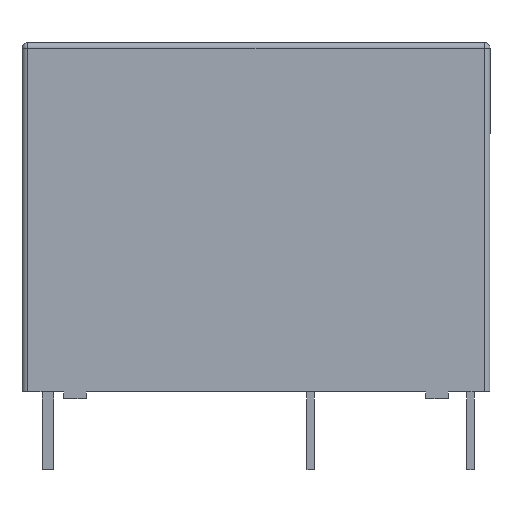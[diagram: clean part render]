
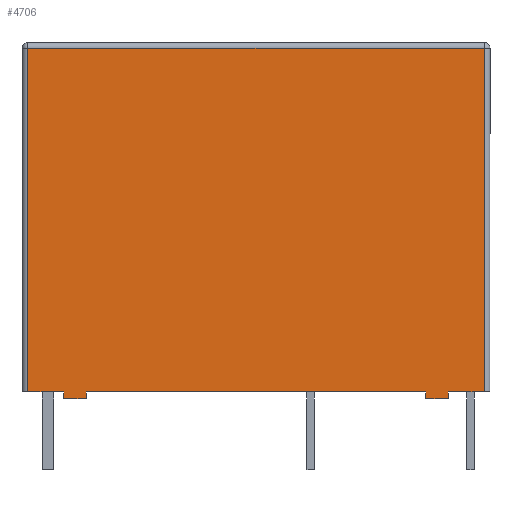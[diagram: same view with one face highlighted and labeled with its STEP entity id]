
A CAD part, left-side view. The second image highlights one B-rep face of the part: STEP entity #4706.
In plain terms, the highlighted planar face has unit normal (-1, 0, 0).
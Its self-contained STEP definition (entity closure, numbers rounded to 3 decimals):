
#463=PLANE('',#4988);
#627=LINE('',#6171,#1146);
#639=LINE('',#6203,#1158);
#643=LINE('',#6211,#1162);
#772=LINE('',#7273,#1291);
#775=LINE('',#7279,#1294);
#777=LINE('',#7282,#1296);
#795=LINE('',#7317,#1314);
#798=LINE('',#7323,#1317);
#800=LINE('',#7326,#1319);
#813=LINE('',#7353,#1332);
#814=LINE('',#7354,#1333);
#815=LINE('',#7355,#1334);
#1146=VECTOR('',#5193,1000.);
#1158=VECTOR('',#5213,1000.);
#1162=VECTOR('',#5217,1000.);
#1291=VECTOR('',#5356,1000.);
#1294=VECTOR('',#5361,1000.);
#1296=VECTOR('',#5365,1000.);
#1314=VECTOR('',#5395,1000.);
#1317=VECTOR('',#5400,1000.);
#1319=VECTOR('',#5404,1000.);
#1332=VECTOR('',#5427,1000.);
#1333=VECTOR('',#5428,1000.);
#1334=VECTOR('',#5429,1000.);
#1694=FACE_OUTER_BOUND('',#1971,.T.);
#1971=EDGE_LOOP('',(#3628,#3629,#3630,#3631,#3632,#3633,#3634,#3635,#3636,
#3637,#3638,#3639));
#2244=VERTEX_POINT('',#6169);
#2245=VERTEX_POINT('',#6170);
#2260=VERTEX_POINT('',#6200);
#2261=VERTEX_POINT('',#6202);
#2264=VERTEX_POINT('',#6208);
#2265=VERTEX_POINT('',#6210);
#2438=VERTEX_POINT('',#7270);
#2440=VERTEX_POINT('',#7276);
#2451=VERTEX_POINT('',#7314);
#2453=VERTEX_POINT('',#7320);
#2461=VERTEX_POINT('',#7351);
#2462=VERTEX_POINT('',#7352);
#2689=EDGE_CURVE('',#2244,#2245,#627,.T.);
#2705=EDGE_CURVE('',#2260,#2261,#639,.T.);
#2709=EDGE_CURVE('',#2264,#2265,#643,.T.);
#2885=EDGE_CURVE('',#2265,#2438,#772,.T.);
#2888=EDGE_CURVE('',#2438,#2440,#775,.T.);
#2890=EDGE_CURVE('',#2440,#2244,#777,.T.);
#2908=EDGE_CURVE('',#2261,#2451,#795,.T.);
#2911=EDGE_CURVE('',#2451,#2453,#798,.T.);
#2913=EDGE_CURVE('',#2453,#2264,#800,.T.);
#2926=EDGE_CURVE('',#2461,#2462,#813,.T.);
#2927=EDGE_CURVE('',#2462,#2245,#814,.T.);
#2928=EDGE_CURVE('',#2260,#2461,#815,.T.);
#3628=ORIENTED_EDGE('',*,*,#2926,.T.);
#3629=ORIENTED_EDGE('',*,*,#2927,.T.);
#3630=ORIENTED_EDGE('',*,*,#2689,.F.);
#3631=ORIENTED_EDGE('',*,*,#2890,.F.);
#3632=ORIENTED_EDGE('',*,*,#2888,.F.);
#3633=ORIENTED_EDGE('',*,*,#2885,.F.);
#3634=ORIENTED_EDGE('',*,*,#2709,.F.);
#3635=ORIENTED_EDGE('',*,*,#2913,.F.);
#3636=ORIENTED_EDGE('',*,*,#2911,.F.);
#3637=ORIENTED_EDGE('',*,*,#2908,.F.);
#3638=ORIENTED_EDGE('',*,*,#2705,.F.);
#3639=ORIENTED_EDGE('',*,*,#2928,.T.);
#4706=ADVANCED_FACE('',(#1694),#463,.T.);
#4988=AXIS2_PLACEMENT_3D('',#7350,#5425,#5426);
#5193=DIRECTION('',(0.,1.,0.));
#5213=DIRECTION('',(0.,1.,0.));
#5217=DIRECTION('',(0.,1.,0.));
#5356=DIRECTION('',(0.,0.,-1.));
#5361=DIRECTION('',(0.,1.,0.));
#5365=DIRECTION('',(0.,0.,1.));
#5395=DIRECTION('',(0.,0.,-1.));
#5400=DIRECTION('',(0.,1.,0.));
#5404=DIRECTION('',(0.,0.,1.));
#5425=DIRECTION('center_axis',(-1.,0.,0.));
#5426=DIRECTION('ref_axis',(0.,-1.,0.));
#5427=DIRECTION('',(0.,1.,0.));
#5428=DIRECTION('',(0.,0.,-1.));
#5429=DIRECTION('',(0.,0.,1.));
#6169=CARTESIAN_POINT('',(-1.25,17.828,3.4));
#6170=CARTESIAN_POINT('',(-1.25,19.396,3.4));
#6171=CARTESIAN_POINT('',(-1.25,17.828,3.4));
#6200=CARTESIAN_POINT('',(-1.25,-0.604,3.4));
#6202=CARTESIAN_POINT('',(-1.25,0.964,3.4));
#6203=CARTESIAN_POINT('',(-1.25,-0.854,3.4));
#6208=CARTESIAN_POINT('',(-1.25,1.964,3.4));
#6210=CARTESIAN_POINT('',(-1.25,16.828,3.4));
#6211=CARTESIAN_POINT('',(-1.25,1.964,3.4));
#7270=CARTESIAN_POINT('',(-1.25,16.828,3.1));
#7273=CARTESIAN_POINT('',(-1.25,16.828,3.1));
#7276=CARTESIAN_POINT('',(-1.25,17.828,3.1));
#7279=CARTESIAN_POINT('',(-1.25,17.828,3.1));
#7282=CARTESIAN_POINT('',(-1.25,17.828,3.4));
#7314=CARTESIAN_POINT('',(-1.25,0.964,3.1));
#7317=CARTESIAN_POINT('',(-1.25,0.964,3.4));
#7320=CARTESIAN_POINT('',(-1.25,1.964,3.1));
#7323=CARTESIAN_POINT('',(-1.25,0.964,3.1));
#7326=CARTESIAN_POINT('',(-1.25,1.964,3.1));
#7350=CARTESIAN_POINT('Origin',(-1.25,9.396,11.05));
#7351=CARTESIAN_POINT('',(-1.25,-0.604,18.45));
#7352=CARTESIAN_POINT('',(-1.25,19.396,18.45));
#7353=CARTESIAN_POINT('',(-1.25,19.646,18.45));
#7354=CARTESIAN_POINT('',(-1.25,19.396,3.4));
#7355=CARTESIAN_POINT('',(-1.25,-0.604,18.7));
